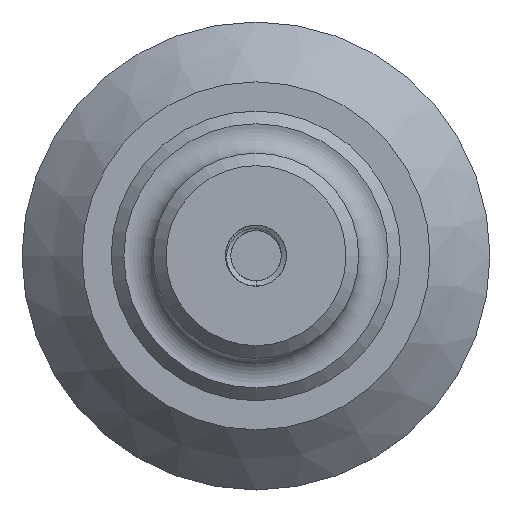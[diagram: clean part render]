
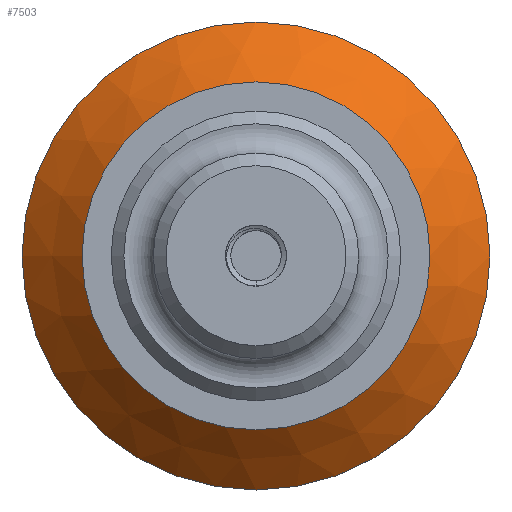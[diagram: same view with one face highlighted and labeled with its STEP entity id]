
A CAD part, top view. The second image highlights one B-rep face of the part: STEP entity #7503.
In plain terms, the highlighted conical face has half-angle 45 degrees and reference radius 17 mm.
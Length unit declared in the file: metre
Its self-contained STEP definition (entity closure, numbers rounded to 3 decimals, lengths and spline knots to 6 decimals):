
#25=CONICAL_SURFACE('',#8231,0.017,0.785);
#3944=ORIENTED_EDGE('',*,*,#5073,.T.);
#3945=ORIENTED_EDGE('',*,*,#5074,.T.);
#5073=EDGE_CURVE('',#5823,#5823,#6165,.T.);
#5074=EDGE_CURVE('',#5824,#5824,#6166,.T.);
#5823=VERTEX_POINT('',#12644);
#5824=VERTEX_POINT('',#12647);
#6165=CIRCLE('',#8228,0.0195);
#6166=CIRCLE('',#8230,0.0145);
#6558=EDGE_LOOP('',(#3944));
#6559=EDGE_LOOP('',(#3945));
#6954=FACE_BOUND('',#6558,.T.);
#6955=FACE_BOUND('',#6559,.T.);
#7503=ADVANCED_FACE('',(#6954,#6955),#25,.T.);
#8228=AXIS2_PLACEMENT_3D('',#12643,#10411,#10412);
#8230=AXIS2_PLACEMENT_3D('',#12646,#10415,#10416);
#8231=AXIS2_PLACEMENT_3D('',#12648,#10417,#10418);
#10411=DIRECTION('',(0.,0.,1.));
#10412=DIRECTION('',(-1.,0.,0.));
#10415=DIRECTION('',(0.,0.,-1.));
#10416=DIRECTION('',(-1.,0.,0.));
#10417=DIRECTION('',(0.,0.,-1.));
#10418=DIRECTION('',(-1.,0.,0.));
#12643=CARTESIAN_POINT('',(0.,0.,0.00875));
#12644=CARTESIAN_POINT('',(-0.0195,0.,0.00875));
#12646=CARTESIAN_POINT('',(0.,0.,0.01375));
#12647=CARTESIAN_POINT('',(-0.0145,0.,0.01375));
#12648=CARTESIAN_POINT('',(0.,0.,0.01125));
